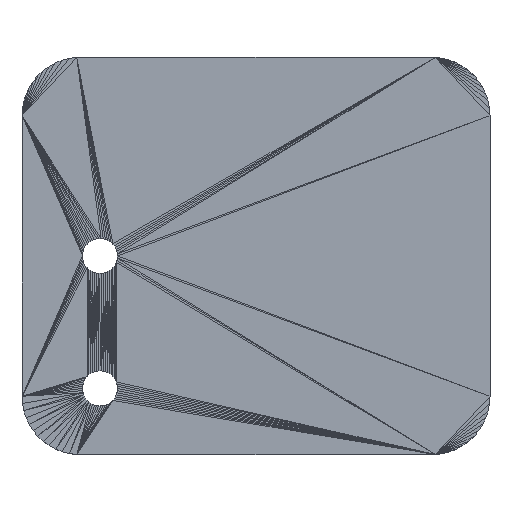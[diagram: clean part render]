
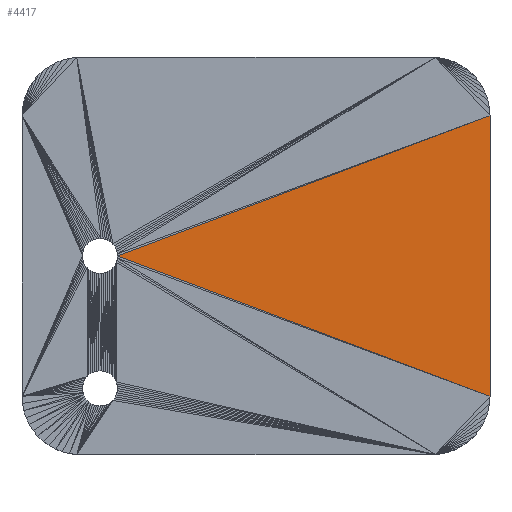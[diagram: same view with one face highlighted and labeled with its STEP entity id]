
A CAD part, top view. The second image highlights one B-rep face of the part: STEP entity #4417.
In plain terms, the highlighted planar face has unit normal (0, 0, 1).
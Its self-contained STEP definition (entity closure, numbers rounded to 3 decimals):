
#3636 = VERTEX_POINT('',#3637);
#3637 = CARTESIAN_POINT('',(20.021,11.999,4.5));
#3942 = PLANE('',#3943);
#3943 = AXIS2_PLACEMENT_3D('',#3944,#3945,#3946);
#3944 = CARTESIAN_POINT('',(4.04,6.03,4.5));
#3945 = DIRECTION('',(0.,0.,1.));
#3946 = DIRECTION('',(1.,0.,-0.));
#4365 = VERTEX_POINT('',#4366);
#4366 = CARTESIAN_POINT('',(-11.847,0.,4.5));
#4392 = EDGE_CURVE('',#3636,#4365,#4393,.T.);
#4393 = SURFACE_CURVE('',#4394,(#4398,#4405),.PCURVE_S1.);
#4394 = LINE('',#4395,#4396);
#4395 = CARTESIAN_POINT('',(20.021,11.999,4.5));
#4396 = VECTOR('',#4397,1.);
#4397 = DIRECTION('',(-0.936,-0.352,0.));
#4398 = PCURVE('',#3942,#4399);
#4399 = DEFINITIONAL_REPRESENTATION('',(#4400),#4404);
#4400 = LINE('',#4401,#4402);
#4401 = CARTESIAN_POINT('',(15.981,5.969));
#4402 = VECTOR('',#4403,1.);
#4403 = DIRECTION('',(-0.936,-0.352));
#4404 = ( GEOMETRIC_REPRESENTATION_CONTEXT(2) 
PARAMETRIC_REPRESENTATION_CONTEXT() REPRESENTATION_CONTEXT('2D SPACE',''
  ) );
#4405 = PCURVE('',#4406,#4411);
#4406 = PLANE('',#4407);
#4407 = AXIS2_PLACEMENT_3D('',#4408,#4409,#4410);
#4408 = CARTESIAN_POINT('',(8.238,0.,4.5));
#4409 = DIRECTION('',(0.,0.,1.));
#4410 = DIRECTION('',(1.,0.,-0.));
#4411 = DEFINITIONAL_REPRESENTATION('',(#4412),#4416);
#4412 = LINE('',#4413,#4414);
#4413 = CARTESIAN_POINT('',(11.782,11.999));
#4414 = VECTOR('',#4415,1.);
#4415 = DIRECTION('',(-0.936,-0.352));
#4416 = ( GEOMETRIC_REPRESENTATION_CONTEXT(2) 
PARAMETRIC_REPRESENTATION_CONTEXT() REPRESENTATION_CONTEXT('2D SPACE',''
  ) );
#4417 = ADVANCED_FACE('',(#4418),#4406,.T.);
#4418 = FACE_BOUND('',#4419,.T.);
#4419 = EDGE_LOOP('',(#4420,#4421,#4449));
#4420 = ORIENTED_EDGE('',*,*,#4392,.T.);
#4421 = ORIENTED_EDGE('',*,*,#4422,.T.);
#4422 = EDGE_CURVE('',#4365,#4423,#4425,.T.);
#4423 = VERTEX_POINT('',#4424);
#4424 = CARTESIAN_POINT('',(20.021,-11.999,4.5));
#4425 = SURFACE_CURVE('',#4426,(#4430,#4437),.PCURVE_S1.);
#4426 = LINE('',#4427,#4428);
#4427 = CARTESIAN_POINT('',(-11.847,0.,4.5));
#4428 = VECTOR('',#4429,1.);
#4429 = DIRECTION('',(0.936,-0.352,0.));
#4430 = PCURVE('',#4406,#4431);
#4431 = DEFINITIONAL_REPRESENTATION('',(#4432),#4436);
#4432 = LINE('',#4433,#4434);
#4433 = CARTESIAN_POINT('',(-20.085,0.));
#4434 = VECTOR('',#4435,1.);
#4435 = DIRECTION('',(0.936,-0.352));
#4436 = ( GEOMETRIC_REPRESENTATION_CONTEXT(2) 
PARAMETRIC_REPRESENTATION_CONTEXT() REPRESENTATION_CONTEXT('2D SPACE',''
  ) );
#4437 = PCURVE('',#4438,#4443);
#4438 = PLANE('',#4439);
#4439 = AXIS2_PLACEMENT_3D('',#4440,#4441,#4442);
#4440 = CARTESIAN_POINT('',(4.04,-6.03,4.5));
#4441 = DIRECTION('',(0.,0.,1.));
#4442 = DIRECTION('',(0.,1.,0.));
#4443 = DEFINITIONAL_REPRESENTATION('',(#4444),#4448);
#4444 = LINE('',#4445,#4446);
#4445 = CARTESIAN_POINT('',(6.03,15.887));
#4446 = VECTOR('',#4447,1.);
#4447 = DIRECTION('',(-0.352,-0.936));
#4448 = ( GEOMETRIC_REPRESENTATION_CONTEXT(2) 
PARAMETRIC_REPRESENTATION_CONTEXT() REPRESENTATION_CONTEXT('2D SPACE',''
  ) );
#4449 = ORIENTED_EDGE('',*,*,#4450,.T.);
#4450 = EDGE_CURVE('',#4423,#3636,#4451,.T.);
#4451 = SURFACE_CURVE('',#4452,(#4456,#4463),.PCURVE_S1.);
#4452 = LINE('',#4453,#4454);
#4453 = CARTESIAN_POINT('',(20.021,-11.999,4.5));
#4454 = VECTOR('',#4455,1.);
#4455 = DIRECTION('',(0.,1.,0.));
#4456 = PCURVE('',#4406,#4457);
#4457 = DEFINITIONAL_REPRESENTATION('',(#4458),#4462);
#4458 = LINE('',#4459,#4460);
#4459 = CARTESIAN_POINT('',(11.782,-11.999));
#4460 = VECTOR('',#4461,1.);
#4461 = DIRECTION('',(0.,1.));
#4462 = ( GEOMETRIC_REPRESENTATION_CONTEXT(2) 
PARAMETRIC_REPRESENTATION_CONTEXT() REPRESENTATION_CONTEXT('2D SPACE',''
  ) );
#4463 = PCURVE('',#4464,#4469);
#4464 = PLANE('',#4465);
#4465 = AXIS2_PLACEMENT_3D('',#4466,#4467,#4468);
#4466 = CARTESIAN_POINT('',(20.021,1.02,
    3.27));
#4467 = DIRECTION('',(1.,0.,0.));
#4468 = DIRECTION('',(-0.,0.,1.));
#4469 = DEFINITIONAL_REPRESENTATION('',(#4470),#4474);
#4470 = LINE('',#4471,#4472);
#4471 = CARTESIAN_POINT('',(1.23,13.02));
#4472 = VECTOR('',#4473,1.);
#4473 = DIRECTION('',(0.,-1.));
#4474 = ( GEOMETRIC_REPRESENTATION_CONTEXT(2) 
PARAMETRIC_REPRESENTATION_CONTEXT() REPRESENTATION_CONTEXT('2D SPACE',''
  ) );
